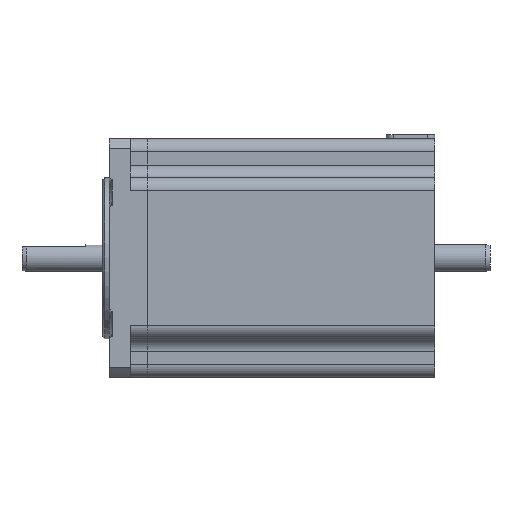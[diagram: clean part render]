
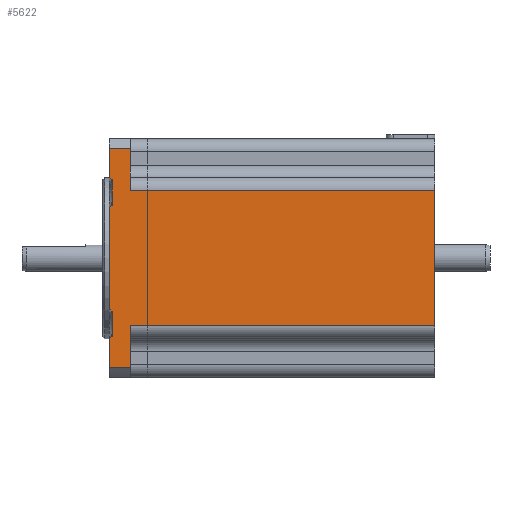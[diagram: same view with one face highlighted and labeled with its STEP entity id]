
A CAD part, left-side view. The second image highlights one B-rep face of the part: STEP entity #5622.
In plain terms, the highlighted planar face has unit normal (-1, 0, 0).
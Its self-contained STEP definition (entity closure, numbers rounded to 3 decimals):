
#285=PLANE('',#6134);
#617=FACE_OUTER_BOUND('',#947,.T.);
#947=EDGE_LOOP('',(#4448,#4449,#4450,#4451,#4452,#4453,#4454,#4455,#4456,
#4457,#4458,#4459,#4460,#4461,#4462,#4463,#4464,#4465,#4466,#4467));
#1233=LINE('',#15109,#1671);
#1236=LINE('',#15117,#1674);
#1246=LINE('',#15149,#1684);
#1249=LINE('',#15174,#1687);
#1250=LINE('',#15176,#1688);
#1251=LINE('',#15178,#1689);
#1252=LINE('',#15180,#1690);
#1253=LINE('',#15181,#1691);
#1254=LINE('',#15183,#1692);
#1255=LINE('',#15185,#1693);
#1256=LINE('',#15187,#1694);
#1257=LINE('',#15189,#1695);
#1258=LINE('',#15190,#1696);
#1259=LINE('',#15192,#1697);
#1260=LINE('',#15194,#1698);
#1261=LINE('',#15196,#1699);
#1262=LINE('',#15198,#1700);
#1263=LINE('',#15199,#1701);
#1264=LINE('',#15201,#1702);
#1265=LINE('',#15202,#1703);
#1671=VECTOR('',#7093,24.);
#1674=VECTOR('',#7098,6.916);
#1684=VECTOR('',#7120,6.916);
#1687=VECTOR('',#7143,72.);
#1688=VECTOR('',#7144,32.);
#1689=VECTOR('',#7145,72.);
#1690=VECTOR('',#7146,9.916);
#1691=VECTOR('',#7147,5.);
#1692=VECTOR('',#7148,0.707);
#1693=VECTOR('',#7149,0.2);
#1694=VECTOR('',#7150,6.);
#1695=VECTOR('',#7151,0.2);
#1696=VECTOR('',#7152,0.707);
#1697=VECTOR('',#7153,0.707);
#1698=VECTOR('',#7154,0.2);
#1699=VECTOR('',#7155,6.);
#1700=VECTOR('',#7156,0.2);
#1701=VECTOR('',#7157,0.707);
#1702=VECTOR('',#7158,5.);
#1703=VECTOR('',#7159,9.916);
#2539=VERTEX_POINT('',#15107);
#2540=VERTEX_POINT('',#15108);
#2543=VERTEX_POINT('',#15114);
#2544=VERTEX_POINT('',#15116);
#2559=VERTEX_POINT('',#15146);
#2560=VERTEX_POINT('',#15148);
#2571=VERTEX_POINT('',#15172);
#2572=VERTEX_POINT('',#15173);
#2573=VERTEX_POINT('',#15175);
#2574=VERTEX_POINT('',#15177);
#2575=VERTEX_POINT('',#15179);
#2576=VERTEX_POINT('',#15182);
#2577=VERTEX_POINT('',#15184);
#2578=VERTEX_POINT('',#15186);
#2579=VERTEX_POINT('',#15188);
#2580=VERTEX_POINT('',#15191);
#2581=VERTEX_POINT('',#15193);
#2582=VERTEX_POINT('',#15195);
#2583=VERTEX_POINT('',#15197);
#2584=VERTEX_POINT('',#15200);
#3247=EDGE_CURVE('',#2539,#2540,#1233,.T.);
#3251=EDGE_CURVE('',#2543,#2544,#1236,.T.);
#3267=EDGE_CURVE('',#2559,#2560,#1246,.T.);
#3279=EDGE_CURVE('',#2571,#2572,#1249,.T.);
#3280=EDGE_CURVE('',#2573,#2572,#1250,.T.);
#3281=EDGE_CURVE('',#2574,#2573,#1251,.T.);
#3282=EDGE_CURVE('',#2574,#2575,#1252,.T.);
#3283=EDGE_CURVE('',#2575,#2544,#1253,.T.);
#3284=EDGE_CURVE('',#2576,#2543,#1254,.T.);
#3285=EDGE_CURVE('',#2577,#2576,#1255,.T.);
#3286=EDGE_CURVE('',#2577,#2578,#1256,.T.);
#3287=EDGE_CURVE('',#2579,#2578,#1257,.T.);
#3288=EDGE_CURVE('',#2540,#2579,#1258,.T.);
#3289=EDGE_CURVE('',#2580,#2539,#1259,.T.);
#3290=EDGE_CURVE('',#2581,#2580,#1260,.T.);
#3291=EDGE_CURVE('',#2582,#2581,#1261,.T.);
#3292=EDGE_CURVE('',#2583,#2582,#1262,.T.);
#3293=EDGE_CURVE('',#2560,#2583,#1263,.T.);
#3294=EDGE_CURVE('',#2559,#2584,#1264,.T.);
#3295=EDGE_CURVE('',#2584,#2571,#1265,.T.);
#4448=ORIENTED_EDGE('',*,*,#3279,.T.);
#4449=ORIENTED_EDGE('',*,*,#3280,.F.);
#4450=ORIENTED_EDGE('',*,*,#3281,.F.);
#4451=ORIENTED_EDGE('',*,*,#3282,.T.);
#4452=ORIENTED_EDGE('',*,*,#3283,.T.);
#4453=ORIENTED_EDGE('',*,*,#3251,.F.);
#4454=ORIENTED_EDGE('',*,*,#3284,.F.);
#4455=ORIENTED_EDGE('',*,*,#3285,.F.);
#4456=ORIENTED_EDGE('',*,*,#3286,.T.);
#4457=ORIENTED_EDGE('',*,*,#3287,.F.);
#4458=ORIENTED_EDGE('',*,*,#3288,.F.);
#4459=ORIENTED_EDGE('',*,*,#3247,.F.);
#4460=ORIENTED_EDGE('',*,*,#3289,.F.);
#4461=ORIENTED_EDGE('',*,*,#3290,.F.);
#4462=ORIENTED_EDGE('',*,*,#3291,.F.);
#4463=ORIENTED_EDGE('',*,*,#3292,.F.);
#4464=ORIENTED_EDGE('',*,*,#3293,.F.);
#4465=ORIENTED_EDGE('',*,*,#3267,.F.);
#4466=ORIENTED_EDGE('',*,*,#3294,.T.);
#4467=ORIENTED_EDGE('',*,*,#3295,.T.);
#5622=ADVANCED_FACE('',(#617),#285,.F.);
#6134=AXIS2_PLACEMENT_3D('',#15171,#7141,#7142);
#7093=DIRECTION('',(0.,0.,1.));
#7098=DIRECTION('',(0.,0.,1.));
#7120=DIRECTION('',(0.,0.,1.));
#7141=DIRECTION('center_axis',(1.,0.,0.));
#7142=DIRECTION('ref_axis',(0.,0.,-1.));
#7143=DIRECTION('',(0.,-1.,0.));
#7144=DIRECTION('',(0.,0.,-1.));
#7145=DIRECTION('',(0.,-1.,0.));
#7146=DIRECTION('',(0.,0.,1.));
#7147=DIRECTION('',(0.,1.,0.));
#7148=DIRECTION('',(0.,0.707,0.707));
#7149=DIRECTION('',(0.,1.,0.));
#7150=DIRECTION('',(0.,0.,-1.));
#7151=DIRECTION('',(0.,-1.,0.));
#7152=DIRECTION('',(0.,-0.707,0.707));
#7153=DIRECTION('',(0.,0.707,0.707));
#7154=DIRECTION('',(0.,1.,0.));
#7155=DIRECTION('',(0.,0.,1.));
#7156=DIRECTION('',(0.,-1.,0.));
#7157=DIRECTION('',(0.,-0.707,0.707));
#7158=DIRECTION('',(0.,-1.,0.));
#7159=DIRECTION('',(0.,0.,1.));
#15107=CARTESIAN_POINT('',(-12.35,77.,7.45));
#15108=CARTESIAN_POINT('',(-12.35,77.,31.45));
#15109=CARTESIAN_POINT('',(-12.35,77.,7.45));
#15114=CARTESIAN_POINT('',(-12.35,77.,38.45));
#15116=CARTESIAN_POINT('',(-12.35,77.,45.366));
#15117=CARTESIAN_POINT('',(-12.35,77.,38.45));
#15146=CARTESIAN_POINT('',(-12.35,77.,-6.466));
#15148=CARTESIAN_POINT('',(-12.35,77.,0.45));
#15149=CARTESIAN_POINT('',(-12.35,77.,-6.466));
#15171=CARTESIAN_POINT('Origin',(-12.35,72.5,19.45));
#15172=CARTESIAN_POINT('',(-12.35,72.,3.45));
#15173=CARTESIAN_POINT('',(-12.35,0.,3.45));
#15174=CARTESIAN_POINT('',(-12.35,72.,3.45));
#15175=CARTESIAN_POINT('',(-12.35,0.,35.45));
#15176=CARTESIAN_POINT('',(-12.35,0.,35.45));
#15177=CARTESIAN_POINT('',(-12.35,72.,35.45));
#15178=CARTESIAN_POINT('',(-12.35,72.,35.45));
#15179=CARTESIAN_POINT('',(-12.35,72.,45.366));
#15180=CARTESIAN_POINT('',(-12.35,72.,35.45));
#15181=CARTESIAN_POINT('',(-12.35,72.,45.366));
#15182=CARTESIAN_POINT('',(-12.35,76.5,37.95));
#15183=CARTESIAN_POINT('',(-12.35,76.5,37.95));
#15184=CARTESIAN_POINT('',(-12.35,76.3,37.95));
#15185=CARTESIAN_POINT('',(-12.35,76.3,37.95));
#15186=CARTESIAN_POINT('',(-12.35,76.3,31.95));
#15187=CARTESIAN_POINT('',(-12.35,76.3,37.95));
#15188=CARTESIAN_POINT('',(-12.35,76.5,31.95));
#15189=CARTESIAN_POINT('',(-12.35,76.5,31.95));
#15190=CARTESIAN_POINT('',(-12.35,77.,31.45));
#15191=CARTESIAN_POINT('',(-12.35,76.5,6.95));
#15192=CARTESIAN_POINT('',(-12.35,76.5,6.95));
#15193=CARTESIAN_POINT('',(-12.35,76.3,6.95));
#15194=CARTESIAN_POINT('',(-12.35,76.3,6.95));
#15195=CARTESIAN_POINT('',(-12.35,76.3,0.95));
#15196=CARTESIAN_POINT('',(-12.35,76.3,0.95));
#15197=CARTESIAN_POINT('',(-12.35,76.5,0.95));
#15198=CARTESIAN_POINT('',(-12.35,76.5,0.95));
#15199=CARTESIAN_POINT('',(-12.35,77.,0.45));
#15200=CARTESIAN_POINT('',(-12.35,72.,-6.466));
#15201=CARTESIAN_POINT('',(-12.35,77.,-6.466));
#15202=CARTESIAN_POINT('',(-12.35,72.,-6.466));
